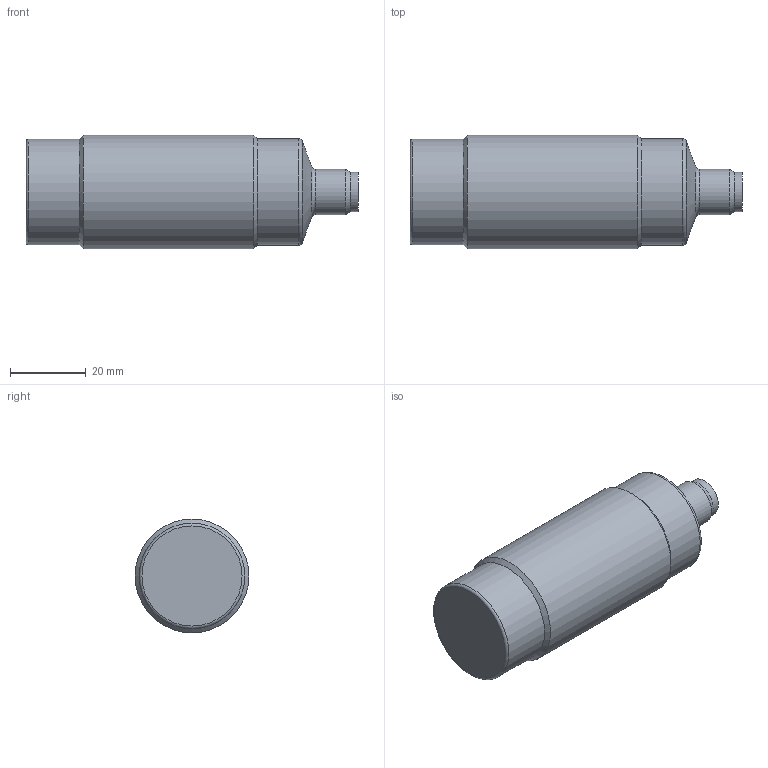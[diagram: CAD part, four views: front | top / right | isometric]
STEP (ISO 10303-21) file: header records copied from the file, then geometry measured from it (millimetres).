
FILE_DESCRIPTION(/* description */ (''),/* implementation_level */ '2;1');
FILE_NAME(/* name */ 'CA30CLN25BPM1.stp',/* time_stamp */ '2019-01-25T11:46:39+01:00',/* author */ ('tvb'),/* organization */ (''),/* preprocessor_version */ 'ST-DEVELOPER v16.1',/* originating_system */ 'Autodesk Inventor 2016',/* authorisation */ '');
FILE_SCHEMA (('AUTOMOTIVE_DESIGN { 1 0 10303 214 3 1 1 }'));
Length unit declared in the file: centimetre
Products named in the file (1): CA30CLN25BPM1
Bounding box: 87.5 x 30 x 30 mm (x, y, z)
Volume: 50520.4 mm3; surface area: 8726.1 mm2
Topology: 1 solids, 1 shells, 45 faces, 111 edges, 69 vertices
Faces by surface type: plane 18, cylinder 14, cone 6, sphere 4, torus 3
Full cylindrical faces by diameter (mm): 1 x4, 10.4 x1, 12 x1, 27.8 x1, 28 x1, 30 x1
Entity records: 1217 total; most frequent: DIRECTION 206, CARTESIAN_POINT 191, ORIENTED_EDGE 162, EDGE_CURVE 81, AXIS2_PLACEMENT_3D 81, EDGE_LOOP 67, VERTEX_POINT 60, FACE_OUTER_BOUND 45
